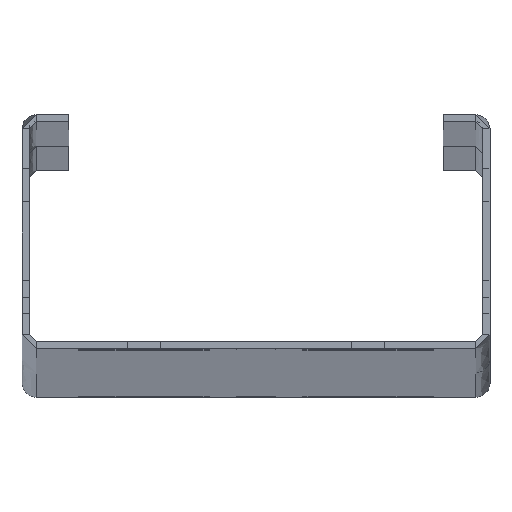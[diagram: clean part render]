
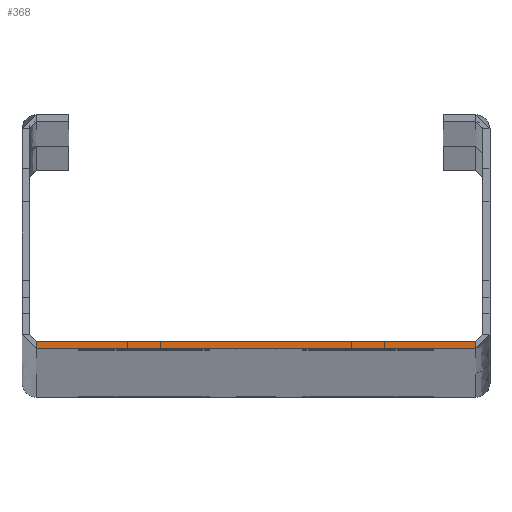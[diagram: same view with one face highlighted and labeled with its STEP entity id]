
A CAD part, top view. The second image highlights one B-rep face of the part: STEP entity #368.
In plain terms, the highlighted planar face has unit normal (0, 0, 1).
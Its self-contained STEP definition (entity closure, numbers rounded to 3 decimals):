
#368=ADVANCED_FACE('',(#768),#6885,.T.);
#768=FACE_OUTER_BOUND('',#1294,.T.);
#1294=EDGE_LOOP('',(#3059,#3060,#3061,#3062));
#3059=ORIENTED_EDGE('',*,*,#4581,.F.);
#3060=ORIENTED_EDGE('',*,*,#4626,.T.);
#3061=ORIENTED_EDGE('',*,*,#4545,.T.);
#3062=ORIENTED_EDGE('',*,*,#4627,.T.);
#4545=EDGE_CURVE('',#6710,#6709,#5805,.T.);
#4581=EDGE_CURVE('',#6769,#6770,#5835,.T.);
#4626=EDGE_CURVE('',#6769,#6710,#5874,.T.);
#4627=EDGE_CURVE('',#6709,#6770,#5875,.T.);
#5805=B_SPLINE_CURVE_WITH_KNOTS('',1,(#14077,#14078),.UNSPECIFIED.,.F.,
 .F.,(2,2),(0.,94.),.UNSPECIFIED.);
#5835=B_SPLINE_CURVE_WITH_KNOTS('',1,(#14163,#14164),.UNSPECIFIED.,.F.,
 .F.,(2,2),(0.,94.),.UNSPECIFIED.);
#5874=B_SPLINE_CURVE_WITH_KNOTS('',1,(#14263,#14264),.UNSPECIFIED.,.F.,
 .F.,(2,2),(0.,1.5),.UNSPECIFIED.);
#5875=B_SPLINE_CURVE_WITH_KNOTS('',1,(#14265,#14266),.UNSPECIFIED.,.F.,
 .F.,(2,2),(0.,1.5),.UNSPECIFIED.);
#6709=VERTEX_POINT('',#11977);
#6710=VERTEX_POINT('',#11978);
#6769=VERTEX_POINT('',#12037);
#6770=VERTEX_POINT('',#12038);
#6885=PLANE('',#7305);
#7305=AXIS2_PLACEMENT_3D('',#9781,#7502,$);
#7502=DIRECTION('',(0.,0.,1.));
#9781=CARTESIAN_POINT('',(-56.4,-0.15,3000.));
#11977=CARTESIAN_POINT('',(-47.,1.5,3000.));
#11978=CARTESIAN_POINT('',(47.,1.5,3000.));
#12037=CARTESIAN_POINT('',(47.,0.,3000.));
#12038=CARTESIAN_POINT('',(-47.,0.,3000.));
#14077=CARTESIAN_POINT('',(47.,1.5,3000.));
#14078=CARTESIAN_POINT('',(-47.,1.5,3000.));
#14163=CARTESIAN_POINT('',(47.,0.,3000.));
#14164=CARTESIAN_POINT('',(-47.,0.,3000.));
#14263=CARTESIAN_POINT('',(47.,0.,3000.));
#14264=CARTESIAN_POINT('',(47.,1.5,3000.));
#14265=CARTESIAN_POINT('',(-47.,1.5,3000.));
#14266=CARTESIAN_POINT('',(-47.,0.,3000.));
